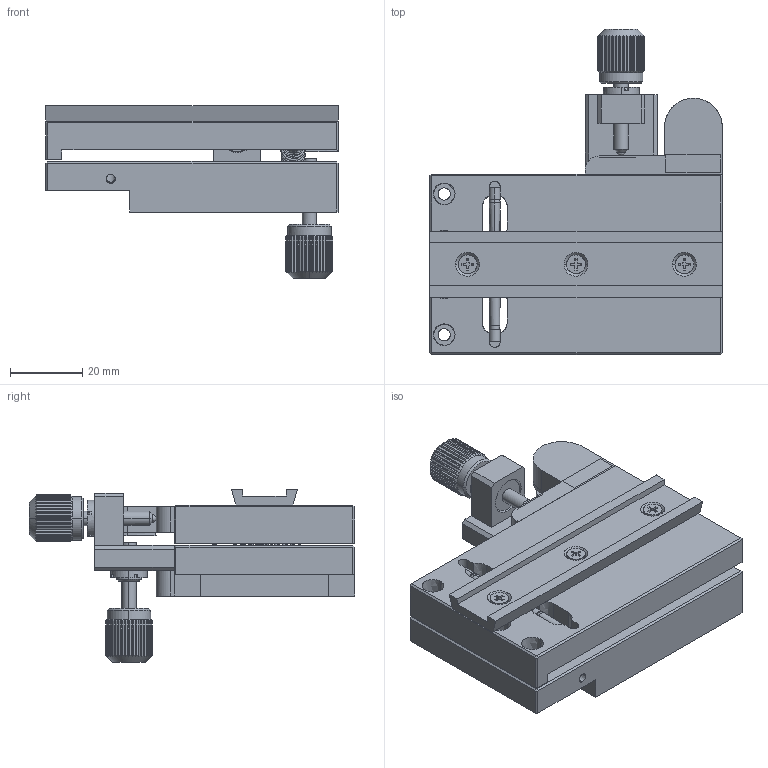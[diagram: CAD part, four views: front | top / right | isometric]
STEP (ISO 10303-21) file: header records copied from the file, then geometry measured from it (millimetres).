
FILE_DESCRIPTION (( 'STEP AP203' ), '1' );
FILE_NAME ('1.STEP', '2021-11-24T04:10:39', ( '' ), ( '' ), 'SwSTEP 2.0', 'SolidWorks 2020', '' );
FILE_SCHEMA (( 'CONFIG_CONTROL_DESIGN' ));
Products named in the file (1): 1
Bounding box: 81 x 90.1 x 47.9 mm (x, y, z)
Surface area: 37097.9 mm2 (no closed solid volume)
Topology: 0 solids, 29 shells, 721 faces, 2169 edges, 1444 vertices
Faces by surface type: bspline 721
Entity records: 34723 total; most frequent: CARTESIAN_POINT 22732, ORIENTED_EDGE 3977, EDGE_CURVE 2148, B_SPLINE_CURVE_WITH_KNOTS 1554, VERTEX_POINT 1441, EDGE_LOOP 817, FACE_OUTER_BOUND 721, ADVANCED_FACE 721
